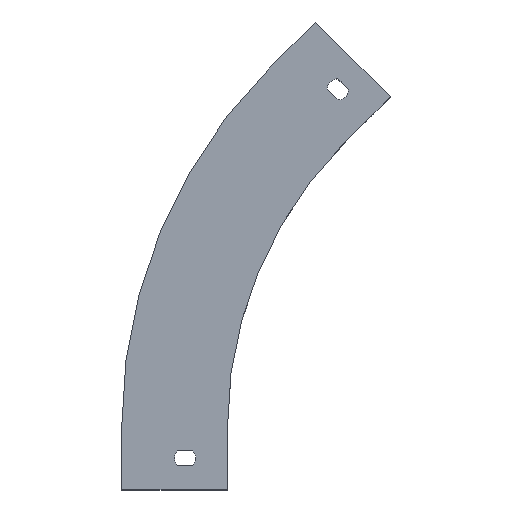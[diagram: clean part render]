
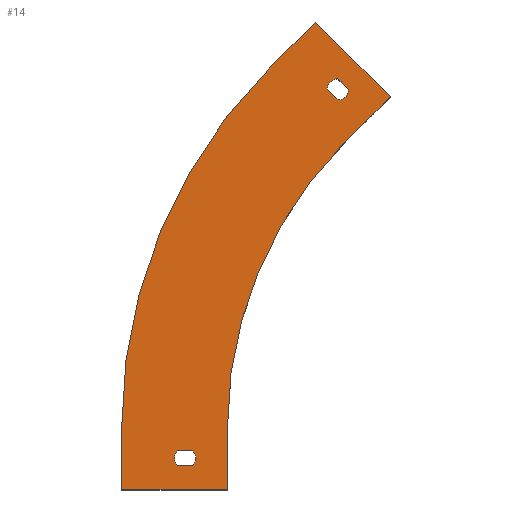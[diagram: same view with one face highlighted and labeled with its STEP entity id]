
A CAD part, top view. The second image highlights one B-rep face of the part: STEP entity #14.
In plain terms, the highlighted planar face has unit normal (0, 0, 1).
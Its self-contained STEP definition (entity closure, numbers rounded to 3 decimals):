
#14 = ADVANCED_FACE ( 'NONE', ( #810, #813, #807 ), #702, .F. ) ;
#54 = ORIENTED_EDGE ( 'NONE', *, *, #1061, .T. ) ;
#60 = ORIENTED_EDGE ( 'NONE', *, *, #1080, .T. ) ;
#110 = CIRCLE ( 'NONE', #1179, 5. ) ;
#112 = LINE ( 'NONE', #248, #115 ) ;
#115 = VECTOR ( 'NONE', #245, 1000. ) ;
#122 = LINE ( 'NONE', #232, #125 ) ;
#125 = VECTOR ( 'NONE', #229, 1000. ) ;
#141 = CIRCLE ( 'NONE', #1174, 190. ) ;
#188 = ORIENTED_EDGE ( 'NONE', *, *, #1044, .T. ) ;
#189 = ORIENTED_EDGE ( 'NONE', *, *, #1001, .T. ) ;
#191 = ORIENTED_EDGE ( 'NONE', *, *, #999, .T. ) ;
#228 = CARTESIAN_POINT ( 'NONE',  ( 107.148, 189.13, 0.8 ) ) ;
#229 = DIRECTION ( 'NONE',  ( 0.707, 0.707, 0. ) ) ;
#232 = CARTESIAN_POINT ( 'NONE',  ( 126.897, 185.645, 0.8 ) ) ;
#236 = DIRECTION ( 'NONE',  ( 0., 0., -1. ) ) ;
#243 = DIRECTION ( 'NONE',  ( 1., 0., 0. ) ) ;
#245 = DIRECTION ( 'NONE',  ( -0.707, -0.707, 0. ) ) ;
#248 = CARTESIAN_POINT ( 'NONE',  ( 70.294, 199.753, 0.8 ) ) ;
#256 = DIRECTION ( 'NONE',  ( 1., 0., 0. ) ) ;
#257 = DIRECTION ( 'NONE',  ( 0., 0., 1. ) ) ;
#258 = CARTESIAN_POINT ( 'NONE',  ( 30., 15., 0.8 ) ) ;
#265 = CIRCLE ( 'NONE', #1192, 5. ) ;
#305 = CIRCLE ( 'NONE', #1184, 5. ) ;
#313 = LINE ( 'NONE', #409, #317 ) ;
#317 = VECTOR ( 'NONE', #406, 1000. ) ;
#324 = LINE ( 'NONE', #375, #331 ) ;
#325 = LINE ( 'NONE', #388, #328 ) ;
#327 = CIRCLE ( 'NONE', #1181, 240. ) ;
#328 = VECTOR ( 'NONE', #394, 1000. ) ;
#331 = VECTOR ( 'NONE', #367, 1000. ) ;
#356 = CARTESIAN_POINT ( 'NONE',  ( 102.098, 194.18, 0.8 ) ) ;
#367 = DIRECTION ( 'NONE',  ( -0.707, 0.707, 0. ) ) ;
#370 = DIRECTION ( 'NONE',  ( -1., 0., 0. ) ) ;
#371 = DIRECTION ( 'NONE',  ( 0., 0., 1. ) ) ;
#372 = CARTESIAN_POINT ( 'NONE',  ( 240., 30.048, 0.8 ) ) ;
#375 = CARTESIAN_POINT ( 'NONE',  ( 97.148, 189.23, 0.8 ) ) ;
#388 = CARTESIAN_POINT ( 'NONE',  ( 26.429, 18.5, 0.8 ) ) ;
#394 = DIRECTION ( 'NONE',  ( -1., 0., 0. ) ) ;
#396 = CARTESIAN_POINT ( 'NONE',  ( 0., 30.048, 0.8 ) ) ;
#397 = CARTESIAN_POINT ( 'NONE',  ( 240., 30.048, 0.8 ) ) ;
#405 = DIRECTION ( 'NONE',  ( 1., 0., 0. ) ) ;
#406 = DIRECTION ( 'NONE',  ( 0.707, -0.707, 0. ) ) ;
#409 = CARTESIAN_POINT ( 'NONE',  ( 102.098, 194.18, 0.8 ) ) ;
#411 = CARTESIAN_POINT ( 'NONE',  ( 105.65, 164.398, 0.8 ) ) ;
#413 = CARTESIAN_POINT ( 'NONE',  ( 0., 0., 0.8 ) ) ;
#423 = CARTESIAN_POINT ( 'NONE',  ( 240., 30.048, 0.8 ) ) ;
#424 = DIRECTION ( 'NONE',  ( -0.707, 0.707, 0. ) ) ;
#426 = DIRECTION ( 'NONE',  ( 0., 0., -1. ) ) ;
#427 = CARTESIAN_POINT ( 'NONE',  ( 102.148, 189.18, 0.8 ) ) ;
#431 = DIRECTION ( 'NONE',  ( 0.707, -0.707, 0. ) ) ;
#435 = CARTESIAN_POINT ( 'NONE',  ( 30., 15., 0.8 ) ) ;
#439 = DIRECTION ( 'NONE',  ( 0., 1., 0. ) ) ;
#450 = CARTESIAN_POINT ( 'NONE',  ( 26.429, 18.5, 0.8 ) ) ;
#470 = CARTESIAN_POINT ( 'NONE',  ( 26.429, 11.5, 0.8 ) ) ;
#472 = DIRECTION ( 'NONE',  ( 1., 0., 0. ) ) ;
#509 = DIRECTION ( 'NONE',  ( 0., 0., 1. ) ) ;
#516 = DIRECTION ( 'NONE',  ( 0., -1., 0. ) ) ;
#524 = CARTESIAN_POINT ( 'NONE',  ( 91.541, 221., 0.8 ) ) ;
#528 = DIRECTION ( 'NONE',  ( 0., 0., -1. ) ) ;
#546 = CARTESIAN_POINT ( 'NONE',  ( 33.571, 11.5, 0.8 ) ) ;
#559 = CARTESIAN_POINT ( 'NONE',  ( 50., 0., 0.8 ) ) ;
#572 = DIRECTION ( 'NONE',  ( -1., 0., 0. ) ) ;
#601 = CARTESIAN_POINT ( 'NONE',  ( 0., 0., 0.8 ) ) ;
#635 = DIRECTION ( 'NONE',  ( 0.707, -0.707, 0. ) ) ;
#640 = DIRECTION ( 'NONE',  ( 0., 0., -1. ) ) ;
#642 = CARTESIAN_POINT ( 'NONE',  ( 102.148, 189.18, 0.8 ) ) ;
#653 = CARTESIAN_POINT ( 'NONE',  ( 102.198, 184.18, 0.8 ) ) ;
#659 = CARTESIAN_POINT ( 'NONE',  ( 33.571, 18.5, 0.8 ) ) ;
#661 = CARTESIAN_POINT ( 'NONE',  ( 26.429, 11.5, 0.8 ) ) ;
#670 = CARTESIAN_POINT ( 'NONE',  ( 0., 30.048, 0.8 ) ) ;
#674 = CARTESIAN_POINT ( 'NONE',  ( 126.897, 185.645, 0.8 ) ) ;
#675 = CARTESIAN_POINT ( 'NONE',  ( 91.541, 221., 0.8 ) ) ;
#679 = CARTESIAN_POINT ( 'NONE',  ( 70.294, 199.753, 0.8 ) ) ;
#682 = CARTESIAN_POINT ( 'NONE',  ( 50., 0., 0.8 ) ) ;
#685 = CARTESIAN_POINT ( 'NONE',  ( 50., 30.048, 0.8 ) ) ;
#690 = CARTESIAN_POINT ( 'NONE',  ( 97.148, 189.23, 0.8 ) ) ;
#699 = DIRECTION ( 'NONE',  ( 1., 0., 0. ) ) ;
#702 = PLANE ( 'NONE',  #1198 ) ;
#736 = ORIENTED_EDGE ( 'NONE', *, *, #977, .T. ) ;
#741 = ORIENTED_EDGE ( 'NONE', *, *, #1031, .T. ) ;
#743 = ORIENTED_EDGE ( 'NONE', *, *, #1045, .F. ) ;
#745 = ORIENTED_EDGE ( 'NONE', *, *, #1000, .T. ) ;
#746 = ORIENTED_EDGE ( 'NONE', *, *, #1037, .T. ) ;
#751 = VERTEX_POINT ( 'NONE', #653 ) ;
#755 = VERTEX_POINT ( 'NONE', #411 ) ;
#756 = VERTEX_POINT ( 'NONE', #690 ) ;
#768 = EDGE_LOOP ( 'NONE', ( #1103, #1104, #741, #746 ) ) ;
#779 = EDGE_LOOP ( 'NONE', ( #191, #736, #60, #1097, #189, #54, #188, #745 ) ) ;
#781 = EDGE_LOOP ( 'NONE', ( #743, #1100, #1098, #1096 ) ) ;
#807 = FACE_BOUND ( 'NONE', #768, .T. ) ;
#810 = FACE_OUTER_BOUND ( 'NONE', #779, .T. ) ;
#813 = FACE_BOUND ( 'NONE', #781, .T. ) ;
#867 = VERTEX_POINT ( 'NONE', #450 ) ;
#869 = VERTEX_POINT ( 'NONE', #601 ) ;
#881 = VERTEX_POINT ( 'NONE', #546 ) ;
#931 = CIRCLE ( 'NONE', #1214, 5. ) ;
#933 = VECTOR ( 'NONE', #439, 1000. ) ;
#935 = LINE ( 'NONE', #559, #933 ) ;
#948 = LINE ( 'NONE', #470, #953 ) ;
#953 = VECTOR ( 'NONE', #472, 1000. ) ;
#962 = LINE ( 'NONE', #413, #966 ) ;
#965 = LINE ( 'NONE', #396, #968 ) ;
#966 = VECTOR ( 'NONE', #405, 1000. ) ;
#967 = LINE ( 'NONE', #524, #970 ) ;
#968 = VECTOR ( 'NONE', #516, 1000. ) ;
#970 = VECTOR ( 'NONE', #424, 1000. ) ;
#976 = EDGE_CURVE ( 'NONE', #881, #1160, #931, .T. ) ;
#977 = EDGE_CURVE ( 'NONE', #1149, #1148, #935, .T. ) ;
#990 = EDGE_CURVE ( 'NONE', #1159, #881, #948, .T. ) ;
#999 = EDGE_CURVE ( 'NONE', #869, #1149, #962, .T. ) ;
#1000 = EDGE_CURVE ( 'NONE', #1156, #869, #965, .T. ) ;
#1001 = EDGE_CURVE ( 'NONE', #1154, #1153, #967, .T. ) ;
#1011 = EDGE_CURVE ( 'NONE', #1125, #751, #265, .T. ) ;
#1031 = EDGE_CURVE ( 'NONE', #756, #1138, #305, .T. ) ;
#1037 = EDGE_CURVE ( 'NONE', #1138, #1125, #313, .T. ) ;
#1044 = EDGE_CURVE ( 'NONE', #1151, #1156, #327, .T. ) ;
#1045 = EDGE_CURVE ( 'NONE', #1160, #867, #325, .T. ) ;
#1046 = EDGE_CURVE ( 'NONE', #751, #756, #324, .T. ) ;
#1058 = EDGE_CURVE ( 'NONE', #867, #1159, #110, .T. ) ;
#1061 = EDGE_CURVE ( 'NONE', #1153, #1151, #112, .T. ) ;
#1066 = EDGE_CURVE ( 'NONE', #755, #1154, #122, .T. ) ;
#1080 = EDGE_CURVE ( 'NONE', #1148, #755, #141, .T. ) ;
#1096 = ORIENTED_EDGE ( 'NONE', *, *, #1058, .F. ) ;
#1097 = ORIENTED_EDGE ( 'NONE', *, *, #1066, .T. ) ;
#1098 = ORIENTED_EDGE ( 'NONE', *, *, #990, .F. ) ;
#1100 = ORIENTED_EDGE ( 'NONE', *, *, #976, .F. ) ;
#1103 = ORIENTED_EDGE ( 'NONE', *, *, #1011, .T. ) ;
#1104 = ORIENTED_EDGE ( 'NONE', *, *, #1046, .T. ) ;
#1125 = VERTEX_POINT ( 'NONE', #228 ) ;
#1138 = VERTEX_POINT ( 'NONE', #356 ) ;
#1148 = VERTEX_POINT ( 'NONE', #685 ) ;
#1149 = VERTEX_POINT ( 'NONE', #682 ) ;
#1151 = VERTEX_POINT ( 'NONE', #679 ) ;
#1153 = VERTEX_POINT ( 'NONE', #675 ) ;
#1154 = VERTEX_POINT ( 'NONE', #674 ) ;
#1156 = VERTEX_POINT ( 'NONE', #670 ) ;
#1159 = VERTEX_POINT ( 'NONE', #661 ) ;
#1160 = VERTEX_POINT ( 'NONE', #659 ) ;
#1174 = AXIS2_PLACEMENT_3D ( 'NONE', #397, #236, #243 ) ;
#1179 = AXIS2_PLACEMENT_3D ( 'NONE', #258, #257, #256 ) ;
#1181 = AXIS2_PLACEMENT_3D ( 'NONE', #372, #371, #370 ) ;
#1184 = AXIS2_PLACEMENT_3D ( 'NONE', #427, #426, #431 ) ;
#1192 = AXIS2_PLACEMENT_3D ( 'NONE', #642, #640, #635 ) ;
#1198 = AXIS2_PLACEMENT_3D ( 'NONE', #423, #528, #572 ) ;
#1214 = AXIS2_PLACEMENT_3D ( 'NONE', #435, #509, #699 ) ;
